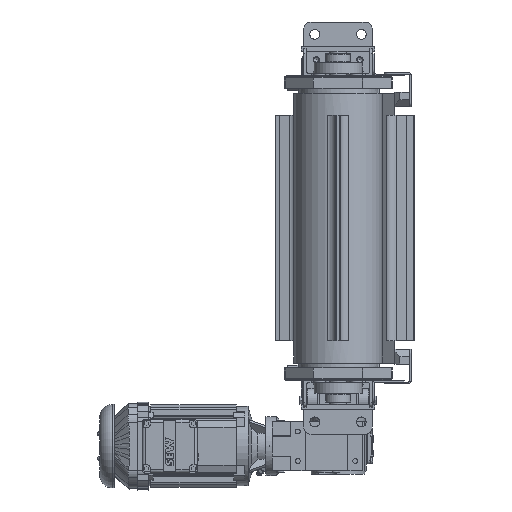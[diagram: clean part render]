
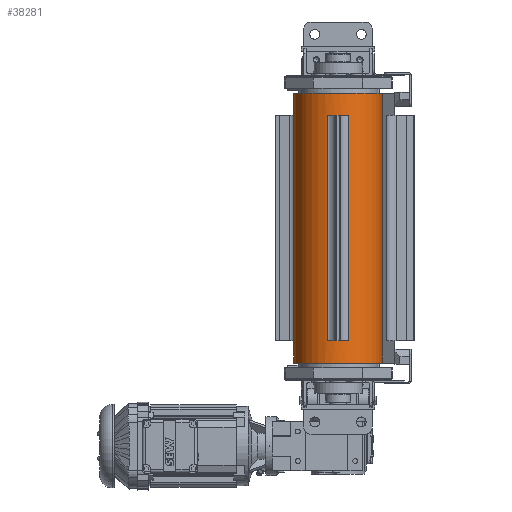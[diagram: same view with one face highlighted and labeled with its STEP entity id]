
A CAD part, left-side view. The second image highlights one B-rep face of the part: STEP entity #38281.
In plain terms, the highlighted cylindrical face has radius 90 mm (diameter 180 mm), a partial arc.
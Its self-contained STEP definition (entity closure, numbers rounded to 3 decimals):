
#2411=FACE_BOUND('',#8392,.T.);
#3318=CIRCLE('',#41018,90.);
#3323=CIRCLE('',#41030,90.);
#3329=CIRCLE('',#41045,90.);
#3331=CIRCLE('',#41053,90.);
#4531=CYLINDRICAL_SURFACE('',#41052,90.);
#5891=FACE_OUTER_BOUND('',#8391,.T.);
#8391=EDGE_LOOP('',(#30154,#30155,#30156,#30157));
#8392=EDGE_LOOP('',(#30158,#30159,#30160,#30161));
#11373=LINE('',#59434,#14804);
#11556=LINE('',#59882,#14987);
#11572=LINE('',#59924,#15003);
#11608=LINE('',#60011,#15039);
#14804=VECTOR('',#47260,10.);
#14987=VECTOR('',#47679,10.);
#15003=VECTOR('',#47719,10.);
#15039=VECTOR('',#47801,10.);
#18243=VERTEX_POINT('',#59431);
#18244=VERTEX_POINT('',#59433);
#18390=VERTEX_POINT('',#59880);
#18391=VERTEX_POINT('',#59881);
#18394=VERTEX_POINT('',#59889);
#18405=VERTEX_POINT('',#59923);
#18427=VERTEX_POINT('',#59987);
#18433=VERTEX_POINT('',#60009);
#22419=EDGE_CURVE('',#18243,#18244,#11373,.T.);
#22638=EDGE_CURVE('',#18390,#18391,#11556,.T.);
#22642=EDGE_CURVE('',#18394,#18390,#3318,.T.);
#22659=EDGE_CURVE('',#18405,#18394,#11572,.T.);
#22661=EDGE_CURVE('',#18391,#18405,#3323,.T.);
#22692=EDGE_CURVE('',#18427,#18243,#3329,.T.);
#22703=EDGE_CURVE('',#18427,#18433,#11608,.T.);
#22704=EDGE_CURVE('',#18244,#18433,#3331,.T.);
#30154=ORIENTED_EDGE('',*,*,#22703,.T.);
#30155=ORIENTED_EDGE('',*,*,#22704,.F.);
#30156=ORIENTED_EDGE('',*,*,#22419,.F.);
#30157=ORIENTED_EDGE('',*,*,#22692,.F.);
#30158=ORIENTED_EDGE('',*,*,#22642,.T.);
#30159=ORIENTED_EDGE('',*,*,#22638,.T.);
#30160=ORIENTED_EDGE('',*,*,#22661,.T.);
#30161=ORIENTED_EDGE('',*,*,#22659,.T.);
#38281=ADVANCED_FACE('',(#5891,#2411),#4531,.T.);
#41018=AXIS2_PLACEMENT_3D('',#59890,#47685,#47686);
#41030=AXIS2_PLACEMENT_3D('',#59927,#47723,#47724);
#41045=AXIS2_PLACEMENT_3D('',#59989,#47778,#47779);
#41052=AXIS2_PLACEMENT_3D('',#60012,#47802,#47803);
#41053=AXIS2_PLACEMENT_3D('',#60013,#47804,#47805);
#47260=DIRECTION('',(0.,0.,1.));
#47679=DIRECTION('',(0.,0.,1.));
#47685=DIRECTION('center_axis',(0.,0.,-1.));
#47686=DIRECTION('ref_axis',(0.056,0.998,0.));
#47719=DIRECTION('',(0.,0.,-1.));
#47723=DIRECTION('center_axis',(0.,0.,1.));
#47724=DIRECTION('ref_axis',(0.056,0.998,0.));
#47778=DIRECTION('center_axis',(0.,0.,-1.));
#47779=DIRECTION('ref_axis',(0.056,0.998,0.));
#47801=DIRECTION('',(0.,0.,1.));
#47802=DIRECTION('center_axis',(0.,0.,1.));
#47803=DIRECTION('ref_axis',(0.056,0.998,0.));
#47804=DIRECTION('center_axis',(0.,0.,1.));
#47805=DIRECTION('ref_axis',(0.056,0.998,0.));
#59431=CARTESIAN_POINT('',(-759.925,89.857,-275.));
#59433=CARTESIAN_POINT('',(-759.925,89.857,275.));
#59434=CARTESIAN_POINT('',(-759.925,89.857,0.));
#59880=CARTESIAN_POINT('',(-852.27,22.,-230.));
#59881=CARTESIAN_POINT('',(-852.27,22.,230.));
#59882=CARTESIAN_POINT('',(-852.27,22.,0.));
#59889=CARTESIAN_POINT('',(-852.27,-22.,-230.));
#59890=CARTESIAN_POINT('Origin',(-765.,0.,-230.));
#59923=CARTESIAN_POINT('',(-852.27,-22.,230.));
#59924=CARTESIAN_POINT('',(-852.27,-22.,0.));
#59927=CARTESIAN_POINT('Origin',(-765.,0.,230.));
#59987=CARTESIAN_POINT('',(-769.11,-89.906,-275.));
#59989=CARTESIAN_POINT('Origin',(-765.,0.,-275.));
#60009=CARTESIAN_POINT('',(-769.11,-89.906,275.));
#60011=CARTESIAN_POINT('',(-769.11,-89.906,0.));
#60012=CARTESIAN_POINT('Origin',(-765.,0.,0.));
#60013=CARTESIAN_POINT('Origin',(-765.,0.,275.));
